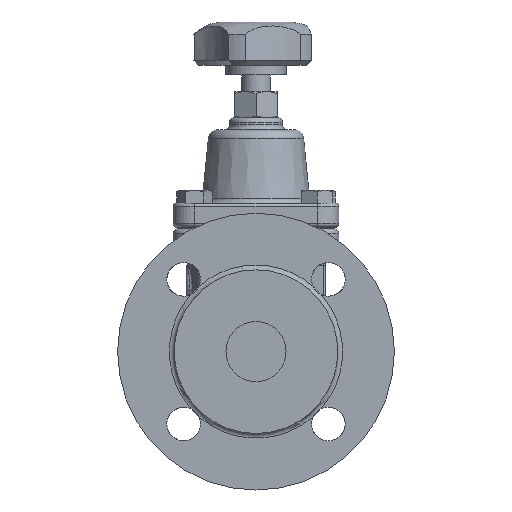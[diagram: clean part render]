
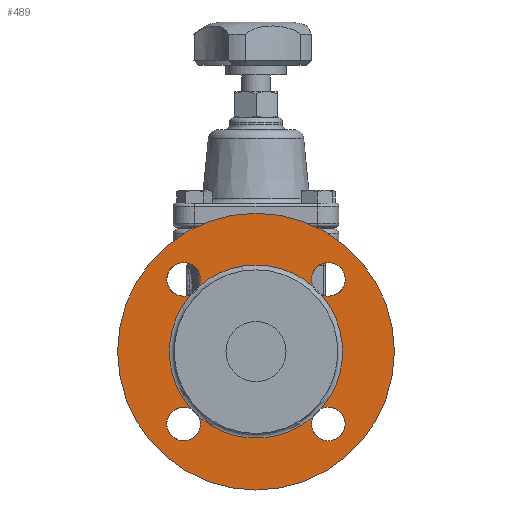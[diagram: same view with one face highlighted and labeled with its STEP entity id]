
A CAD part, left-side view. The second image highlights one B-rep face of the part: STEP entity #489.
In plain terms, the highlighted planar face has unit normal (-1, 0, 0).
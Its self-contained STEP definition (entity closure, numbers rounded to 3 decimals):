
#73=CARTESIAN_POINT('',(-80.,-23.71,83.59));
#74=VERTEX_POINT('',#73);
#75=CARTESIAN_POINT('',(-80.,-27.09,80.21));
#76=VERTEX_POINT('',#75);
#110=CARTESIAN_POINT('',(-80.0,-30.052,86.552));
#111=DIRECTION('',(1.0,0.0,0.0));
#112=DIRECTION('',(0.0,1.0,0.0));
#113=AXIS2_PLACEMENT_3D('',#110,#111,#112);
#114=CIRCLE('',#113,7.);
#115=EDGE_CURVE('',#74,#76,#114,.T.);
#126=CARTESIAN_POINT('',(-80.,-27.09,32.79));
#127=VERTEX_POINT('',#126);
#128=CARTESIAN_POINT('',(-80.,-23.71,29.41));
#129=VERTEX_POINT('',#128);
#163=CARTESIAN_POINT('',(-80.0,-30.052,26.448));
#164=DIRECTION('',(1.0,0.0,0.0));
#165=DIRECTION('',(0.0,0.0,1.0));
#166=AXIS2_PLACEMENT_3D('',#163,#164,#165);
#167=CIRCLE('',#166,7.);
#168=EDGE_CURVE('',#127,#129,#167,.T.);
#179=CARTESIAN_POINT('',(-80.,23.71,29.41));
#180=VERTEX_POINT('',#179);
#181=CARTESIAN_POINT('',(-80.,27.09,32.79));
#182=VERTEX_POINT('',#181);
#216=CARTESIAN_POINT('',(-80.0,30.052,26.448));
#217=DIRECTION('',(1.0,0.0,0.0));
#218=DIRECTION('',(0.0,-1.0,0.0));
#219=AXIS2_PLACEMENT_3D('',#216,#217,#218);
#220=CIRCLE('',#219,7.);
#221=EDGE_CURVE('',#180,#182,#220,.T.);
#232=CARTESIAN_POINT('',(-80.,27.09,80.21));
#233=VERTEX_POINT('',#232);
#234=CARTESIAN_POINT('',(-80.,23.71,83.59));
#235=VERTEX_POINT('',#234);
#269=CARTESIAN_POINT('',(-80.0,30.052,86.552));
#270=DIRECTION('',(1.0,0.0,0.0));
#271=DIRECTION('',(0.0,0.0,-1.0));
#272=AXIS2_PLACEMENT_3D('',#269,#270,#271);
#273=CIRCLE('',#272,7.);
#274=EDGE_CURVE('',#233,#235,#273,.T.);
#405=CARTESIAN_POINT('',(-80.0,0.0,114.));
#406=VERTEX_POINT('',#405);
#407=CARTESIAN_POINT('',(-80.0,0.0,56.5));
#408=DIRECTION('',(-1.0,0.0,0.0));
#409=DIRECTION('',(0.0,0.0,1.0));
#410=AXIS2_PLACEMENT_3D('',#407,#408,#409);
#411=CIRCLE('',#410,57.5);
#412=EDGE_CURVE('',#406,#406,#411,.T.);
#436=CARTESIAN_POINT('',(-80.0,0.0,56.5));
#437=DIRECTION('',(1.0,0.0,0.0));
#438=DIRECTION('',(0.0,0.0,-1.0));
#439=AXIS2_PLACEMENT_3D('',#436,#437,#438);
#440=CIRCLE('',#439,36.);
#441=EDGE_CURVE('',#235,#74,#440,.T.);
#444=CARTESIAN_POINT('',(-80.0,0.0,56.5));
#445=DIRECTION('',(1.0,0.0,0.0));
#446=DIRECTION('',(0.0,0.0,-1.0));
#447=AXIS2_PLACEMENT_3D('',#444,#445,#446);
#448=CIRCLE('',#447,36.);
#449=EDGE_CURVE('',#182,#233,#448,.T.);
#452=CARTESIAN_POINT('',(-80.0,0.0,56.5));
#453=DIRECTION('',(1.0,0.0,0.0));
#454=DIRECTION('',(0.0,0.0,-1.0));
#455=AXIS2_PLACEMENT_3D('',#452,#453,#454);
#456=CIRCLE('',#455,36.);
#457=EDGE_CURVE('',#129,#180,#456,.T.);
#460=CARTESIAN_POINT('',(-80.0,0.0,56.5));
#461=DIRECTION('',(1.0,0.0,0.0));
#462=DIRECTION('',(0.0,0.0,-1.0));
#463=AXIS2_PLACEMENT_3D('',#460,#461,#462);
#464=CIRCLE('',#463,36.);
#465=EDGE_CURVE('',#76,#127,#464,.T.);
#471=CARTESIAN_POINT('',(-80.0,0.0,102.25));
#472=DIRECTION('',(1.0,0.0,0.0));
#473=DIRECTION('',(0.0,0.0,-1.0));
#474=AXIS2_PLACEMENT_3D('',#471,#472,#473);
#475=PLANE('',#474);
#476=ORIENTED_EDGE('',*,*,#412,.T.);
#477=EDGE_LOOP('',(#476));
#478=FACE_OUTER_BOUND('',#477,.T.);
#479=ORIENTED_EDGE('',*,*,#115,.T.);
#480=ORIENTED_EDGE('',*,*,#465,.T.);
#481=ORIENTED_EDGE('',*,*,#168,.T.);
#482=ORIENTED_EDGE('',*,*,#457,.T.);
#483=ORIENTED_EDGE('',*,*,#221,.T.);
#484=ORIENTED_EDGE('',*,*,#449,.T.);
#485=ORIENTED_EDGE('',*,*,#274,.T.);
#486=ORIENTED_EDGE('',*,*,#441,.T.);
#487=EDGE_LOOP('',(#479,#480,#481,#482,#483,#484,#485,#486));
#488=FACE_BOUND('',#487,.T.);
#489=ADVANCED_FACE('',(#478,#488),#475,.F.);
